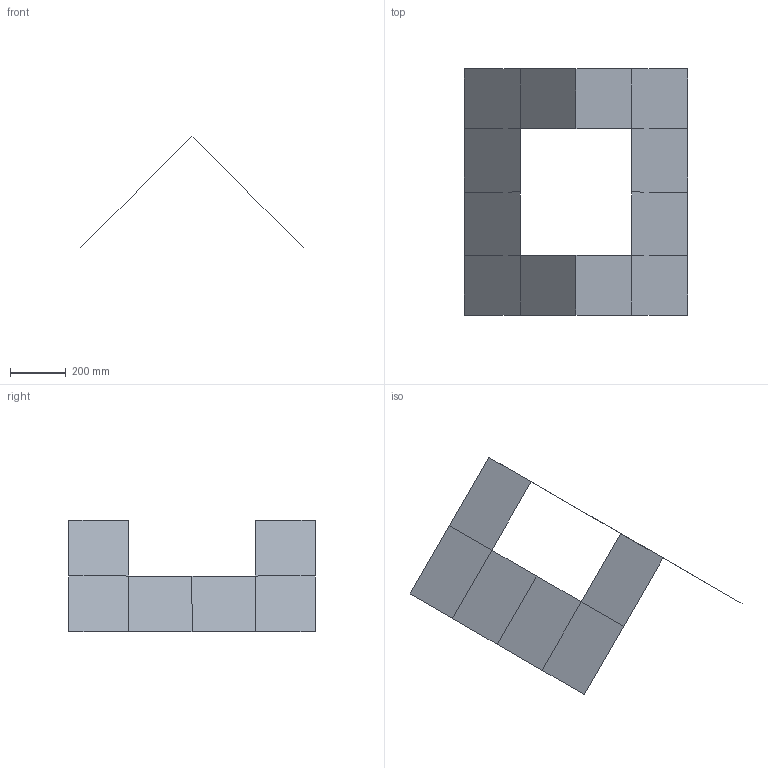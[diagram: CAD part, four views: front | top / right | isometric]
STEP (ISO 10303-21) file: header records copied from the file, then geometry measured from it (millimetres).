
FILE_DESCRIPTION(/* description */ (''),/* implementation_level */ '2;1');
FILE_NAME(/* name */ 'flat_ring',/* time_stamp */ '2023-06-26T11:51:33+02:00',/* author */ (''),/* organization */ (''),/* preprocessor_version */ 'ST-DEVELOPER v16.5',/* originating_system */ 'Rhino 7.29',/* authorisation */ '');
FILE_SCHEMA (('CONFIG_CONTROL_DESIGN'));
Length unit declared in the file: metre
Products named in the file (1): Document
Bounding box: 800.01 x 883.77 x 400.08 mm (x, y, z)
Surface area: 740692.1 mm2 (no closed solid volume)
Topology: 0 solids, 1 shells, 12 faces, 36 edges, 24 vertices
Faces by surface type: bspline 12
Entity records: 706 total; most frequent: CARTESIAN_POINT 242, B_SPLINE_CURVE_WITH_KNOTS 84, ORIENTED_EDGE 48, PCURVE 48, DEFINITIONAL_REPRESENTATION 48, SURFACE_CURVE 36, EDGE_CURVE 36, VERTEX_POINT 24
